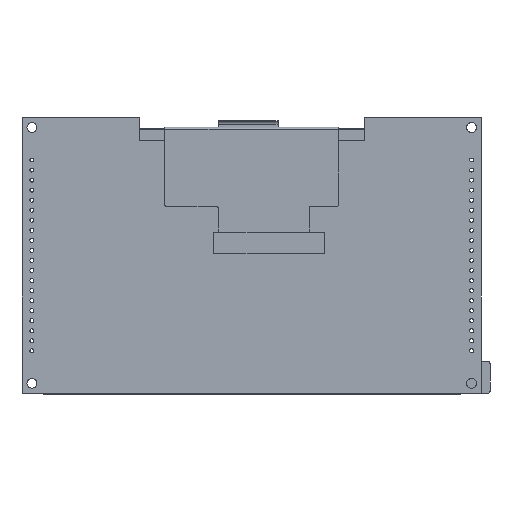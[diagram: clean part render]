
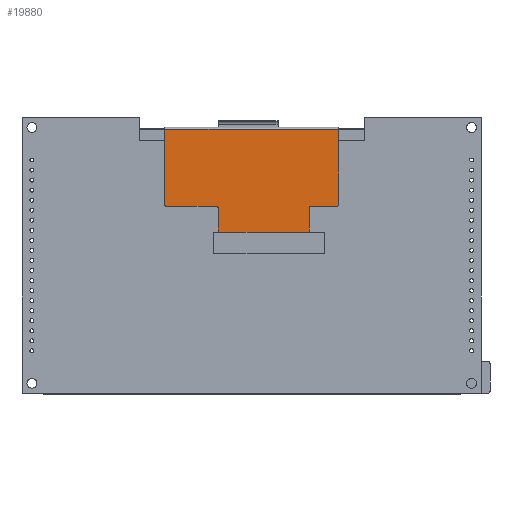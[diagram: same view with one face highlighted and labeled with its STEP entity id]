
A CAD part, front view. The second image highlights one B-rep face of the part: STEP entity #19880.
In plain terms, the highlighted face is planar.
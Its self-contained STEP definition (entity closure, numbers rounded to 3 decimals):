
#19430=DIRECTION('',(0.,1.,0.));
#19431=VECTOR('',#19430,18.95);
#19432=CARTESIAN_POINT('',(-22.,-31.85,-1.6));
#19433=LINE('',#19432,#19431);
#19434=CARTESIAN_POINT('',(21.5,-12.9,-1.6));
#19435=DIRECTION('',(0.,0.,-1.));
#19436=DIRECTION('',(0.,1.,0.));
#19437=AXIS2_PLACEMENT_3D('',#19434,#19435,#19436);
#19439=DIRECTION('',(-1.,0.,0.));
#19440=VECTOR('',#19439,6.5);
#19441=CARTESIAN_POINT('',(21.5,-12.4,-1.6));
#19442=LINE('',#19441,#19440);
#19443=DIRECTION('',(0.,-1.,0.));
#19444=VECTOR('',#19443,6.27);
#19445=CARTESIAN_POINT('',(14.5,-5.63,-1.6));
#19446=LINE('',#19445,#19444);
#19447=CARTESIAN_POINT('',(14.,-5.63,-1.6));
#19448=DIRECTION('',(0.,0.,-1.));
#19449=DIRECTION('',(0.,1.,0.));
#19450=AXIS2_PLACEMENT_3D('',#19447,#19448,#19449);
#19452=CARTESIAN_POINT('',(-8.,-5.63,-1.6));
#19453=DIRECTION('',(0.,0.,-1.));
#19454=DIRECTION('',(-1.,0.,0.));
#19455=AXIS2_PLACEMENT_3D('',#19452,#19453,#19454);
#19457=DIRECTION('',(0.,-1.,0.));
#19458=VECTOR('',#19457,6.27);
#19459=CARTESIAN_POINT('',(-8.5,-5.63,-1.6));
#19460=LINE('',#19459,#19458);
#19461=DIRECTION('',(1.,0.,0.));
#19462=VECTOR('',#19461,12.5);
#19463=CARTESIAN_POINT('',(-21.5,-12.4,-1.6));
#19464=LINE('',#19463,#19462);
#19465=CARTESIAN_POINT('',(-21.5,-12.9,-1.6));
#19466=DIRECTION('',(0.,0.,-1.));
#19467=DIRECTION('',(-1.,0.,0.));
#19468=AXIS2_PLACEMENT_3D('',#19465,#19466,#19467);
#19470=DIRECTION('',(-1.,0.,0.));
#19471=VECTOR('',#19470,44.);
#19472=CARTESIAN_POINT('',(22.,-31.85,-1.6));
#19473=LINE('',#19472,#19471);
#19522=DIRECTION('',(0.,1.,0.));
#19523=VECTOR('',#19522,18.95);
#19524=CARTESIAN_POINT('',(22.,-31.85,-1.6));
#19525=LINE('',#19524,#19523);
#19648=CARTESIAN_POINT('',(-9.,-11.9,-1.6));
#19649=DIRECTION('',(0.,0.,1.));
#19650=DIRECTION('',(0.,-1.,0.));
#19651=AXIS2_PLACEMENT_3D('',#19648,#19649,#19650);
#19674=DIRECTION('',(1.,0.,0.));
#19675=VECTOR('',#19674,22.);
#19676=CARTESIAN_POINT('',(-8.,-5.13,-1.6));
#19677=LINE('',#19676,#19675);
#19686=CARTESIAN_POINT('',(15.,-11.9,-1.6));
#19687=DIRECTION('',(0.,0.,1.));
#19688=DIRECTION('',(-1.,0.,0.));
#19689=AXIS2_PLACEMENT_3D('',#19686,#19687,#19688);
#19732=CARTESIAN_POINT('',(-22.,-31.85,-1.6));
#19733=VERTEX_POINT('',#19732);
#19734=CARTESIAN_POINT('',(22.,-31.85,-1.6));
#19735=VERTEX_POINT('',#19734);
#19736=CARTESIAN_POINT('',(14.5,-11.9,-1.6));
#19738=VERTEX_POINT('',#19736);
#19740=CARTESIAN_POINT('',(15.,-12.4,-1.6));
#19742=VERTEX_POINT('',#19740);
#19744=CARTESIAN_POINT('',(-9.,-12.4,-1.6));
#19746=VERTEX_POINT('',#19744);
#19748=CARTESIAN_POINT('',(-8.5,-11.9,-1.6));
#19750=VERTEX_POINT('',#19748);
#19756=CARTESIAN_POINT('',(21.5,-12.4,-1.6));
#19757=VERTEX_POINT('',#19756);
#19758=CARTESIAN_POINT('',(22.,-12.9,-1.6));
#19759=VERTEX_POINT('',#19758);
#19760=CARTESIAN_POINT('',(14.,-5.13,-1.6));
#19761=CARTESIAN_POINT('',(14.5,-5.63,-1.6));
#19762=VERTEX_POINT('',#19760);
#19763=VERTEX_POINT('',#19761);
#19772=CARTESIAN_POINT('',(-8.5,-5.63,-1.6));
#19773=VERTEX_POINT('',#19772);
#19774=CARTESIAN_POINT('',(-8.,-5.13,-1.6));
#19775=VERTEX_POINT('',#19774);
#19776=CARTESIAN_POINT('',(-22.,-12.9,-1.6));
#19777=CARTESIAN_POINT('',(-21.5,-12.4,-1.6));
#19778=VERTEX_POINT('',#19776);
#19779=VERTEX_POINT('',#19777);
#19847=CARTESIAN_POINT('',(-22.,-32.4,-1.6));
#19848=DIRECTION('',(0.,0.,-1.));
#19849=DIRECTION('',(0.,1.,0.));
#19850=AXIS2_PLACEMENT_3D('',#19847,#19848,#19849);
#19851=PLANE('',#19850);
#19853=ORIENTED_EDGE('',*,*,#19852,.F.);
#19855=ORIENTED_EDGE('',*,*,#19854,.T.);
#19857=ORIENTED_EDGE('',*,*,#19856,.F.);
#19859=ORIENTED_EDGE('',*,*,#19858,.F.);
#19861=ORIENTED_EDGE('',*,*,#19860,.F.);
#19863=ORIENTED_EDGE('',*,*,#19862,.F.);
#19865=ORIENTED_EDGE('',*,*,#19864,.F.);
#19867=ORIENTED_EDGE('',*,*,#19866,.T.);
#19869=ORIENTED_EDGE('',*,*,#19868,.F.);
#19871=ORIENTED_EDGE('',*,*,#19870,.F.);
#19872=ORIENTED_EDGE('',*,*,#19837,.F.);
#19873=ORIENTED_EDGE('',*,*,#19827,.F.);
#19875=ORIENTED_EDGE('',*,*,#19874,.F.);
#19877=ORIENTED_EDGE('',*,*,#19876,.T.);
#19878=EDGE_LOOP('',(#19853,#19855,#19857,#19859,#19861,#19863,#19865,#19867,
#19869,#19871,#19872,#19873,#19875,#19877));
#19879=FACE_OUTER_BOUND('',#19878,.F.);
#19438=CIRCLE('',#19437,0.5);
#19451=CIRCLE('',#19450,0.5);
#19456=CIRCLE('',#19455,0.5);
#19469=CIRCLE('',#19468,0.5);
#19652=CIRCLE('',#19651,0.5);
#19690=CIRCLE('',#19689,0.5);
#19827=EDGE_CURVE('',#19733,#19778,#19433,.T.);
#19837=EDGE_CURVE('',#19778,#19779,#19469,.T.);
#19852=EDGE_CURVE('',#19757,#19759,#19438,.T.);
#19854=EDGE_CURVE('',#19757,#19742,#19442,.T.);
#19856=EDGE_CURVE('',#19738,#19742,#19690,.T.);
#19858=EDGE_CURVE('',#19763,#19738,#19446,.T.);
#19860=EDGE_CURVE('',#19762,#19763,#19451,.T.);
#19862=EDGE_CURVE('',#19775,#19762,#19677,.T.);
#19864=EDGE_CURVE('',#19773,#19775,#19456,.T.);
#19866=EDGE_CURVE('',#19773,#19750,#19460,.T.);
#19868=EDGE_CURVE('',#19746,#19750,#19652,.T.);
#19870=EDGE_CURVE('',#19779,#19746,#19464,.T.);
#19874=EDGE_CURVE('',#19735,#19733,#19473,.T.);
#19876=EDGE_CURVE('',#19735,#19759,#19525,.T.);
#19880=ADVANCED_FACE('',(#19879),#19851,.T.);
